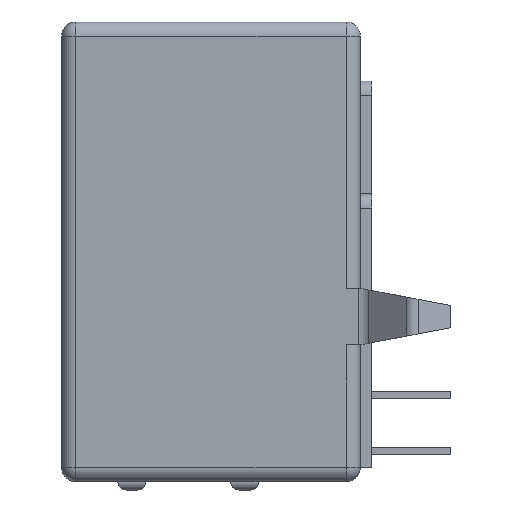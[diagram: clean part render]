
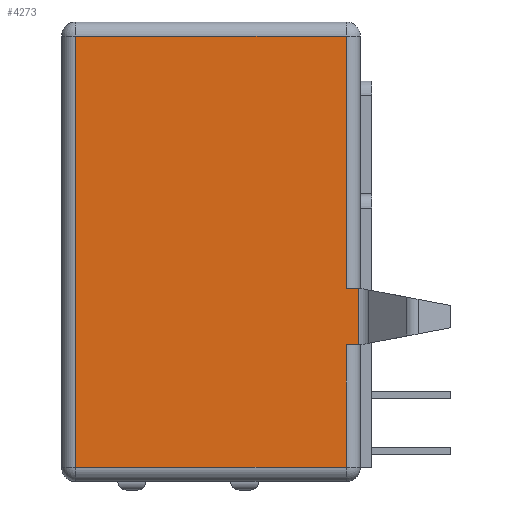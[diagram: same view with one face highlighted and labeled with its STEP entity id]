
A CAD part, left-side view. The second image highlights one B-rep face of the part: STEP entity #4273.
In plain terms, the highlighted planar face has unit normal (-1, 0, 0).
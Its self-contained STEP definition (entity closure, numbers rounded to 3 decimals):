
#782=DIRECTION('',(0.,0.,1.));
#783=VECTOR('',#782,4.35);
#784=CARTESIAN_POINT('',(-6.075,-4.8,0.5));
#785=LINE('',#784,#783);
#791=DIRECTION('',(0.,0.,1.));
#792=VECTOR('',#791,8.95);
#793=CARTESIAN_POINT('',(-6.075,-4.8,6.85));
#794=LINE('',#793,#792);
#804=DIRECTION('',(0.,1.,0.));
#805=VECTOR('',#804,0.428);
#806=CARTESIAN_POINT('',(-6.075,-5.228,4.85));
#807=LINE('',#806,#805);
#1414=DIRECTION('',(0.,0.,1.));
#1415=VECTOR('',#1414,2.);
#1416=CARTESIAN_POINT('',(-6.075,-5.228,4.85));
#1417=LINE('',#1416,#1415);
#1418=DIRECTION('',(0.,1.,0.));
#1419=VECTOR('',#1418,9.6);
#1420=CARTESIAN_POINT('',(-6.075,-4.8,0.5));
#1421=LINE('',#1420,#1419);
#1422=DIRECTION('',(0.,0.,1.));
#1423=VECTOR('',#1422,15.3);
#1424=CARTESIAN_POINT('',(-6.075,4.8,0.5));
#1425=LINE('',#1424,#1423);
#1426=DIRECTION('',(0.,-1.,0.));
#1427=VECTOR('',#1426,9.6);
#1428=CARTESIAN_POINT('',(-6.075,4.8,15.8));
#1429=LINE('',#1428,#1427);
#1439=DIRECTION('',(0.,1.,0.));
#1440=VECTOR('',#1439,0.428);
#1441=CARTESIAN_POINT('',(-6.075,-5.228,6.85));
#1442=LINE('',#1441,#1440);
#1822=CARTESIAN_POINT('',(-6.075,-4.8,0.5));
#1824=VERTEX_POINT('',#1822);
#1827=CARTESIAN_POINT('',(-6.075,4.8,0.5));
#1828=VERTEX_POINT('',#1827);
#1864=CARTESIAN_POINT('',(-6.075,4.8,15.8));
#1866=VERTEX_POINT('',#1864);
#1871=CARTESIAN_POINT('',(-6.075,-4.8,15.8));
#1872=VERTEX_POINT('',#1871);
#2077=CARTESIAN_POINT('',(-6.075,-5.228,4.85));
#2078=CARTESIAN_POINT('',(-6.075,-5.228,6.85));
#2079=VERTEX_POINT('',#2077);
#2080=VERTEX_POINT('',#2078);
#2081=CARTESIAN_POINT('',(-6.075,-4.8,4.85));
#2082=VERTEX_POINT('',#2081);
#2083=CARTESIAN_POINT('',(-6.075,-4.8,6.85));
#2084=VERTEX_POINT('',#2083);
#4257=CARTESIAN_POINT('',(-6.075,4.8,0.));
#4258=DIRECTION('',(-1.,0.,0.));
#4259=DIRECTION('',(0.,-1.,0.));
#4260=AXIS2_PLACEMENT_3D('',#4257,#4258,#4259);
#4261=PLANE('',#4260);
#4262=ORIENTED_EDGE('',*,*,#3243,.F.);
#4264=ORIENTED_EDGE('',*,*,#4263,.F.);
#4265=ORIENTED_EDGE('',*,*,#3304,.F.);
#4266=ORIENTED_EDGE('',*,*,#3259,.T.);
#4267=ORIENTED_EDGE('',*,*,#3231,.F.);
#4268=ORIENTED_EDGE('',*,*,#4134,.T.);
#4269=ORIENTED_EDGE('',*,*,#4160,.T.);
#4270=ORIENTED_EDGE('',*,*,#3200,.T.);
#4271=EDGE_LOOP('',(#4262,#4264,#4265,#4266,#4267,#4268,#4269,#4270));
#4272=FACE_OUTER_BOUND('',#4271,.F.);
#4273=ADVANCED_FACE('',(#4272),#4261,.T.);
#3200=EDGE_CURVE('',#1866,#1872,#1429,.T.);
#3231=EDGE_CURVE('',#1824,#2082,#785,.T.);
#3243=EDGE_CURVE('',#2084,#1872,#794,.T.);
#3259=EDGE_CURVE('',#2079,#2082,#807,.T.);
#3304=EDGE_CURVE('',#2079,#2080,#1417,.T.);
#4134=EDGE_CURVE('',#1824,#1828,#1421,.T.);
#4160=EDGE_CURVE('',#1828,#1866,#1425,.T.);
#4263=EDGE_CURVE('',#2080,#2084,#1442,.T.);
